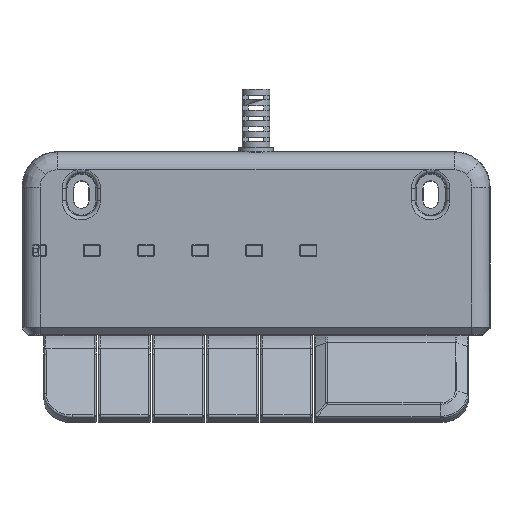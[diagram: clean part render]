
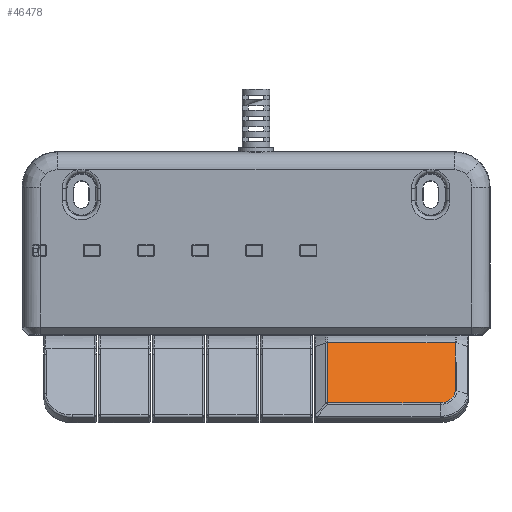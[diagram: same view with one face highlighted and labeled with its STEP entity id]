
A CAD part, top view. The second image highlights one B-rep face of the part: STEP entity #46478.
In plain terms, the highlighted planar face has unit normal (0, 0.574, 0.819).
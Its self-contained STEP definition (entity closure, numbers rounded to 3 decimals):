
#16296=DIRECTION('',(0.,0.819,-0.574));
#16297=VECTOR('',#16296,21.004);
#16298=CARTESIAN_POINT('',(20.482,-44.626,
15.712));
#16299=LINE('',#16298,#16297);
#16349=DIRECTION('',(-1.,0.,0.));
#16350=VECTOR('',#16349,32.268);
#16351=CARTESIAN_POINT('',(52.75,-44.626,15.712));
#16352=LINE('',#16351,#16350);
#16357=CARTESIAN_POINT('',(52.75,-41.13,13.264));
#16358=DIRECTION('',(0.,0.574,0.819));
#16359=DIRECTION('',(0.,-0.819,0.574));
#16360=AXIS2_PLACEMENT_3D('',#16357,#16358,#16359);
#16366=DIRECTION('',(1.,0.,0.));
#16367=VECTOR('',#16366,36.536);
#16368=CARTESIAN_POINT('',(20.482,-27.42,
3.665));
#16369=LINE('',#16368,#16367);
#16459=DIRECTION('',(0.,-0.819,0.574));
#16460=VECTOR('',#16459,16.736);
#16461=CARTESIAN_POINT('',(57.018,-27.42,
3.665));
#16462=LINE('',#16461,#16460);
#18843=CARTESIAN_POINT('',(57.018,-27.42,
3.665));
#18844=CARTESIAN_POINT('',(57.018,-41.13,
13.264));
#18845=VERTEX_POINT('',#18843);
#18846=VERTEX_POINT('',#18844);
#18911=CARTESIAN_POINT('',(20.482,-44.626,
15.712));
#18912=CARTESIAN_POINT('',(20.482,-27.42,
3.665));
#18913=VERTEX_POINT('',#18911);
#18914=VERTEX_POINT('',#18912);
#18923=CARTESIAN_POINT('',(52.75,-44.626,15.712));
#18924=VERTEX_POINT('',#18923);
#46463=CARTESIAN_POINT('',(16.75,-47.683,17.853));
#46464=DIRECTION('',(0.,0.574,0.819));
#46465=DIRECTION('',(0.,-0.819,0.574));
#46466=AXIS2_PLACEMENT_3D('',#46463,#46464,#46465);
#46467=PLANE('',#46466);
#46469=ORIENTED_EDGE('',*,*,#46468,.T.);
#46471=ORIENTED_EDGE('',*,*,#46470,.T.);
#46473=ORIENTED_EDGE('',*,*,#46472,.F.);
#46474=ORIENTED_EDGE('',*,*,#46455,.T.);
#46475=ORIENTED_EDGE('',*,*,#46389,.T.);
#46476=EDGE_LOOP('',(#46469,#46471,#46473,#46474,#46475));
#46477=FACE_OUTER_BOUND('',#46476,.F.);
#46478=ADVANCED_FACE('',(#46477),#46467,.T.);
#16361=CIRCLE('',#16360,4.268);
#46389=EDGE_CURVE('',#18913,#18914,#16299,.T.);
#46455=EDGE_CURVE('',#18924,#18913,#16352,.T.);
#46468=EDGE_CURVE('',#18914,#18845,#16369,.T.);
#46470=EDGE_CURVE('',#18845,#18846,#16462,.T.);
#46472=EDGE_CURVE('',#18924,#18846,#16361,.T.);
